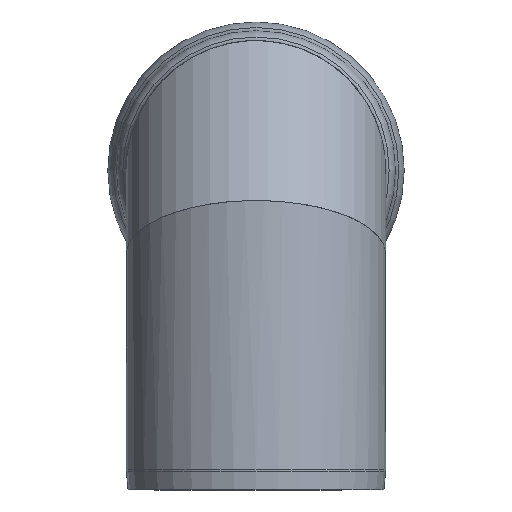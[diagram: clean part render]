
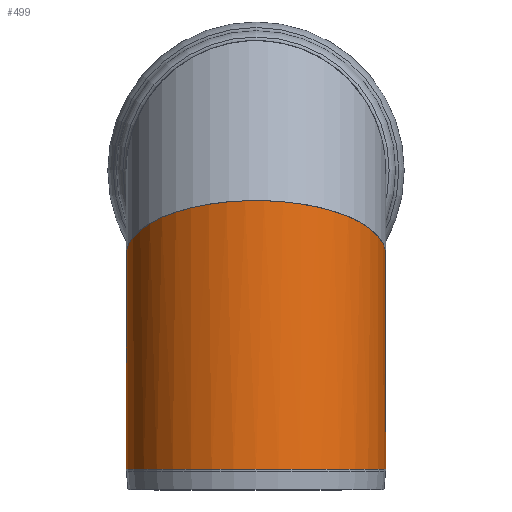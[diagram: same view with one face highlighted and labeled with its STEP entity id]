
A CAD part, left-side view. The second image highlights one B-rep face of the part: STEP entity #499.
In plain terms, the highlighted cylindrical face has radius 665 mm (diameter 1330 mm), a full revolution.
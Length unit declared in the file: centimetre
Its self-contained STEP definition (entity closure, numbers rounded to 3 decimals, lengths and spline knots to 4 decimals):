
#45=CIRCLE('',#551,66.5);
#46=CIRCLE('',#552,66.5);
#99=LINE('',#873,#113);
#113=VECTOR('',#681,66.5);
#125=CYLINDRICAL_SURFACE('',#550,66.5);
#145=FACE_OUTER_BOUND('',#180,.T.);
#180=EDGE_LOOP('',(#371,#372,#373,#374,#375));
#211=ELLIPSE('',#553,71.9791,66.5);
#227=VERTEX_POINT('',#868);
#228=VERTEX_POINT('',#869);
#229=VERTEX_POINT('',#872);
#281=EDGE_CURVE('',#227,#228,#45,.T.);
#282=EDGE_CURVE('',#228,#227,#46,.T.);
#283=EDGE_CURVE('',#228,#229,#99,.T.);
#284=EDGE_CURVE('',#229,#229,#211,.T.);
#371=ORIENTED_EDGE('',*,*,#281,.F.);
#372=ORIENTED_EDGE('',*,*,#282,.F.);
#373=ORIENTED_EDGE('',*,*,#283,.T.);
#374=ORIENTED_EDGE('',*,*,#284,.F.);
#375=ORIENTED_EDGE('',*,*,#283,.F.);
#499=ADVANCED_FACE('',(#145),#125,.T.);
#550=AXIS2_PLACEMENT_3D('',#867,#675,#676);
#551=AXIS2_PLACEMENT_3D('',#870,#677,#678);
#552=AXIS2_PLACEMENT_3D('',#871,#679,#680);
#553=AXIS2_PLACEMENT_3D('',#874,#682,#683);
#675=DIRECTION('center_axis',(0.,0.,
-1.));
#676=DIRECTION('ref_axis',(-1.,0.,0.));
#677=DIRECTION('center_axis',(0.,0.,
-1.));
#678=DIRECTION('ref_axis',(1.,0.,0.));
#679=DIRECTION('center_axis',(0.,0.,
-1.));
#680=DIRECTION('ref_axis',(1.,0.,0.));
#681=DIRECTION('',(0.,0.,1.));
#682=DIRECTION('center_axis',(0.383,0.,0.924));
#683=DIRECTION('ref_axis',(-0.924,0.,0.383));
#867=CARTESIAN_POINT('Origin',(94.5506,161.5752,26.4042));
#868=CARTESIAN_POINT('',(94.5506,95.0752,-42.2245));
#869=CARTESIAN_POINT('',(161.0506,161.5752,-42.2245));
#870=CARTESIAN_POINT('Origin',(94.5506,161.5752,-42.2245));
#871=CARTESIAN_POINT('Origin',(94.5506,161.5752,-42.2245));
#872=CARTESIAN_POINT('',(161.0506,161.5752,40.5756));
#873=CARTESIAN_POINT('',(161.0506,161.5752,26.4042));
#874=CARTESIAN_POINT('Origin',(94.5506,161.5752,68.1208));
